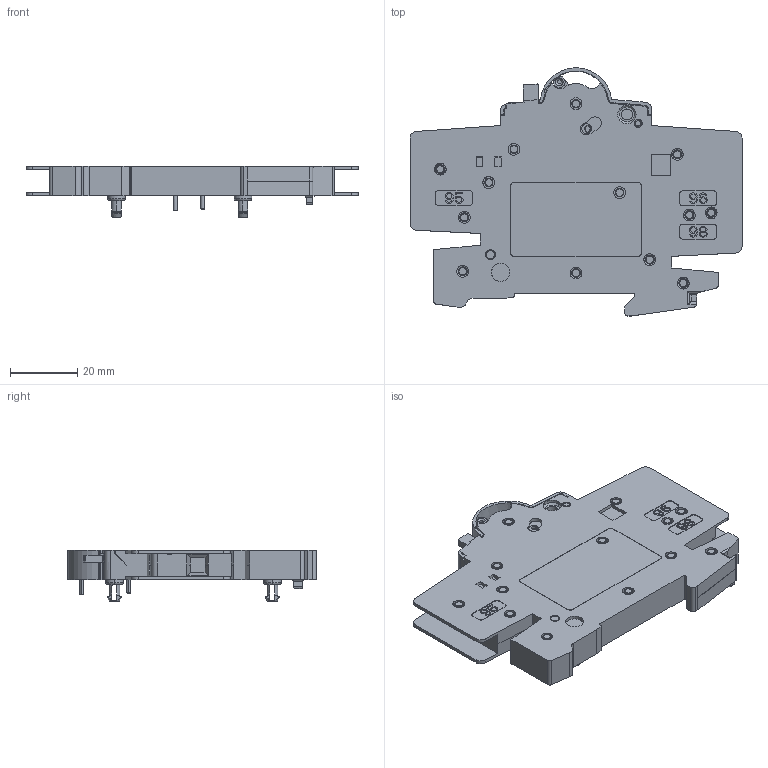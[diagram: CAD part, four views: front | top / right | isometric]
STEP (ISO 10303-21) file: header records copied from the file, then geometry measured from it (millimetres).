
FILE_DESCRIPTION((''),'2;1');
FILE_NAME('2CDS200924_SW0003','2013-07-02T',('deu213684'),(''),'PRO/ENGINEER BY PARAMETRIC TECHNOLOGY CORPORATION, 2011310','PRO/ENGINEER BY PARAMETRIC TECHNOLOGY CORPORATION, 2011310','');
FILE_SCHEMA(('AUTOMOTIVE_DESIGN_CC2 { 1 2 10303 214 -1 1 5 2 }'));
Length unit declared in the file: millimetre
Products named in the file (1): 2CDS200924_SW0003
Bounding box: 99 x 73.96 x 15.3 mm (x, y, z)
Volume: 39184.8 mm3; surface area: 19766.9 mm2
Topology: 1 solids, 1 shells, 1257 faces, 3371 edges, 2193 vertices
Faces by surface type: plane 840, cylinder 230, cone 134, torus 45, bspline 8
Entity records: 48899 total; most frequent: CARTESIAN_POINT 8212, ORIENTED_EDGE 6742, DIRECTION 6504, EDGE_CURVE 3371, VECTOR 2452, LINE 2452, VERTEX_POINT 2193, AXIS2_PLACEMENT_3D 2026
